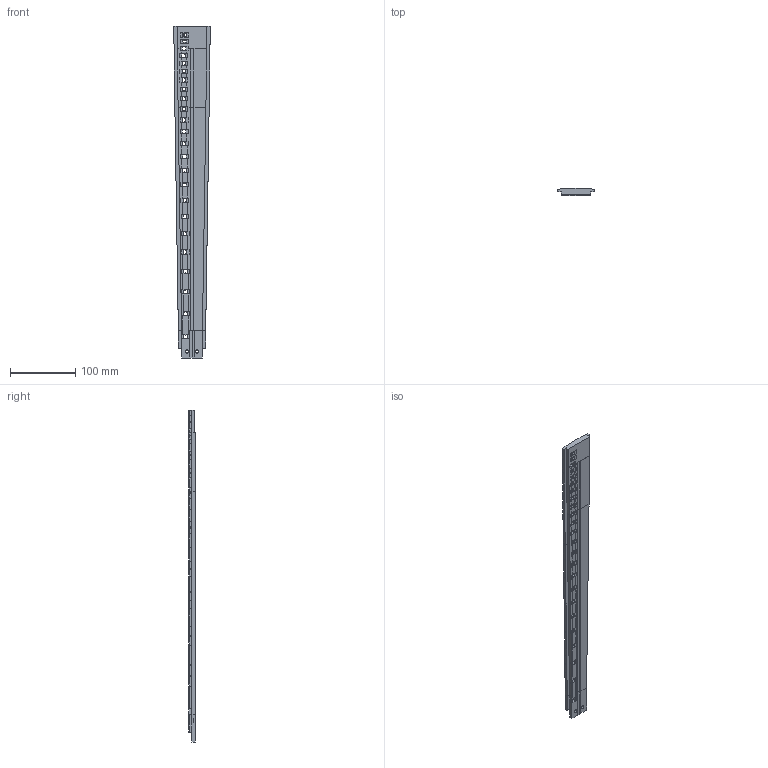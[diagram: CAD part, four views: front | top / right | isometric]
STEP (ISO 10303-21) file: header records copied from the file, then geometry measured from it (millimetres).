
FILE_DESCRIPTION(/* description */ (''),/* implementation_level */ '2;1');
FILE_NAME(/* name */ 'Touche.step',/* time_stamp */ '2019-04-08T20:10:16+02:00',/* author */ (''),/* organization */ (''),/* preprocessor_version */ 'ST-DEVELOPER v17.2',/* originating_system */ 'Autodesk Translation Framework v7.6.0.251',/* authorisation */ '');
FILE_SCHEMA (('AUTOMOTIVE_DESIGN { 1 0 10303 214 3 1 1 }'));
Length unit declared in the file: millimetre
Products named in the file (1): Touche
Bounding box: 55.8 x 10 x 510 mm (x, y, z)
Volume: 189151.9 mm3; surface area: 71516 mm2
Topology: 1 solids, 1 shells, 1161 faces, 3463 edges, 2306 vertices
Faces by surface type: plane 848, bspline 281, cylinder 32
Full cylindrical faces by diameter (mm): 1 x10, 1.4 x10, 5 x2
Entity records: 44131 total; most frequent: CARTESIAN_POINT 15384, ORIENTED_EDGE 6926, DIRECTION 4361, EDGE_CURVE 3463, LINE 2423, VECTOR 2423, VERTEX_POINT 2306, EDGE_LOOP 1235
